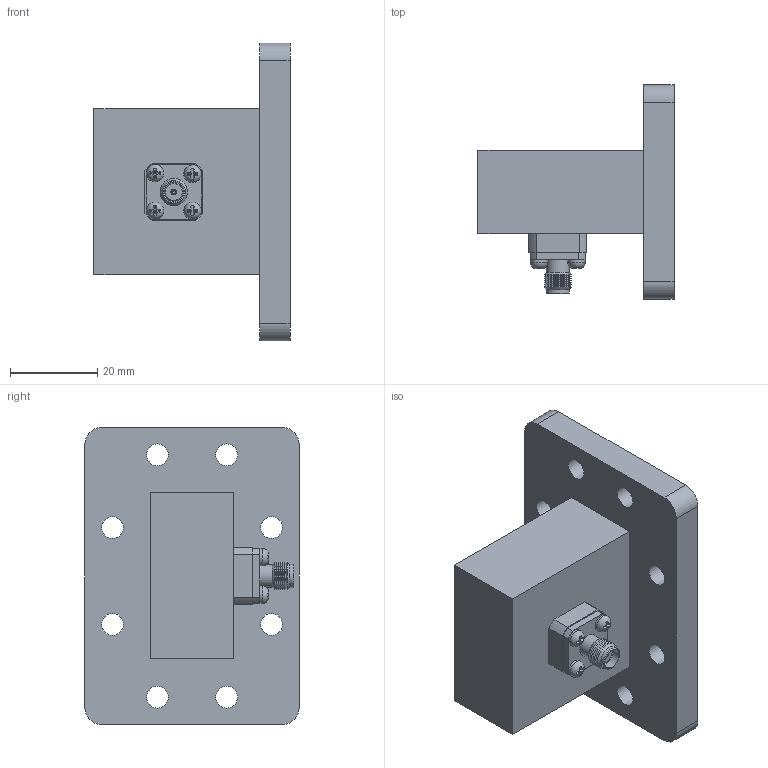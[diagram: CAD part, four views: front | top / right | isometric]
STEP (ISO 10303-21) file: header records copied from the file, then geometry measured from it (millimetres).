
FILE_DESCRIPTION (( 'STEP AP214' ), '1' );
FILE_NAME ('PEWCA1088_3D.STEP', '2020-05-20T13:50:46', ( '' ), ( '' ), 'SwSTEP 2.0', 'SolidWorks 2018', '' );
FILE_SCHEMA (( 'AUTOMOTIVE_DESIGN' ));
Length unit declared in the file: inch
Products named in the file (1): PEWCA1088_3D
Bounding box: 45 x 49.19 x 68.3 mm (x, y, z)
Volume: 27453.1 mm3; surface area: 18290.7 mm2
Topology: 1 solids, 5 shells, 152 faces, 368 edges, 235 vertices
Faces by surface type: plane 93, cylinder 34, cone 20, torus 5
Full cylindrical faces by diameter (mm): 1 x1, 1.259 x4, 1.3 x1, 3.974 x4, 4.3 x1, 4.6 x1, 5.014 x8, 5.257 x1, 5.338 x1
Entity records: 4260 total; most frequent: CARTESIAN_POINT 899, DIRECTION 666, ORIENTED_EDGE 624, EDGE_CURVE 312, AXIS2_PLACEMENT_3D 249, VERTEX_POINT 226, EDGE_LOOP 224, FACE_OUTER_BOUND 179
